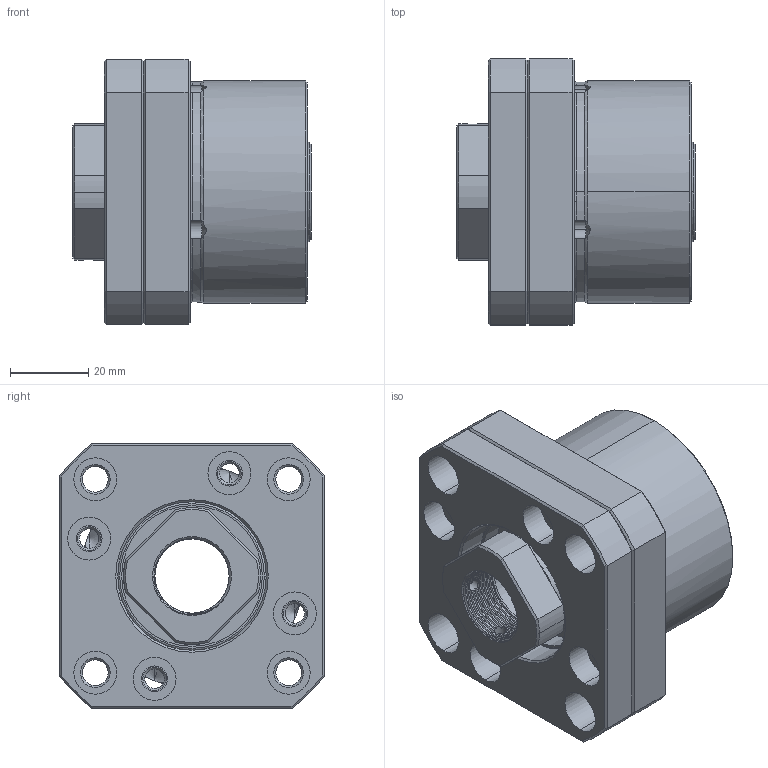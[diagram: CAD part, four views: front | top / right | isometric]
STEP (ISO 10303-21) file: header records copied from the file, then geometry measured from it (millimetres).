
FILE_DESCRIPTION (( 'STEP AP203' ), '1' );
FILE_NAME ('FK20²Õ¦X¥ó.STEP', '2010-08-13T07:15:22', ( '' ), ( '' ), 'SwSTEP 2.0', 'SolidWorks 2008', '' );
FILE_SCHEMA (( 'CONFIG_CONTROL_DESIGN' ));
Length unit declared in the file: millimetre
Products named in the file (1): FK20組合件
Bounding box: 61 x 68 x 68 mm (x, y, z)
Volume: 128794.3 mm3; surface area: 67892.5 mm2
Topology: 33 solids, 33 shells, 463 faces, 1137 edges, 694 vertices
Faces by surface type: cylinder 144, cone 94, torus 93, plane 70, sphere 44, bspline 18
Entity records: 22619 total; most frequent: CARTESIAN_POINT 12340, DIRECTION 2255, ORIENTED_EDGE 2038, EDGE_CURVE 1019, AXIS2_PLACEMENT_3D 996, VERTEX_POINT 628, CIRCLE 550, EDGE_LOOP 527
